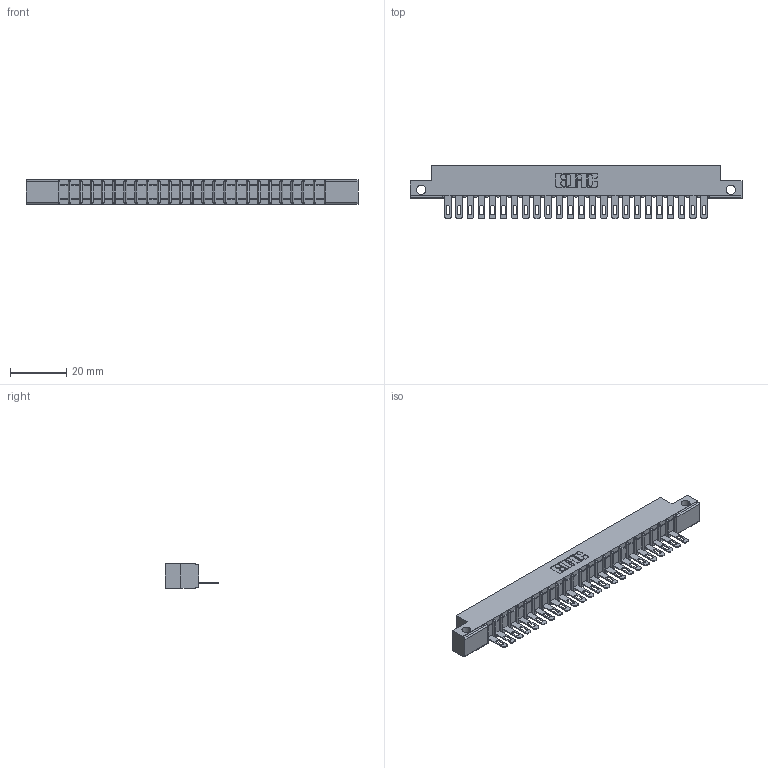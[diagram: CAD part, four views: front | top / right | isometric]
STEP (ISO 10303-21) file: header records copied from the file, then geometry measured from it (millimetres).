
FILE_DESCRIPTION (( 'STEP AP203' ), '1' );
FILE_NAME ('357-024-505-112.STEP', '2019-09-14T00:47:11', ( '' ), ( '' ), 'SwSTEP 2.0', 'SolidWorks 2016', '' );
FILE_SCHEMA (( 'CONFIG_CONTROL_DESIGN' ));
Length unit declared in the file: inch
Products named in the file (3): 357-024-505-112; 307 Part_.128 Dia Side Mounting Holes; 307-290-001_505
Assembly tree (25 placements, depth 2):
  357-024-505-112
    307 Part_.128 Dia Side Mounting Holes
    307-290-001_505  x24
Bounding box: 118.11 x 19.18 x 8.71 mm (x, y, z)
Volume: 7408.7 mm3; surface area: 11605.1 mm2
Topology: 25 solids, 25 shells, 1487 faces, 4211 edges, 2706 vertices
Faces by surface type: plane 934, cylinder 503, sphere 50
Entity records: 22770 total; most frequent: CARTESIAN_POINT 3828, ORIENTED_EDGE 3814, DIRECTION 3735, EDGE_CURVE 1907, LINE 1453, VECTOR 1453, VERTEX_POINT 1234, AXIS2_PLACEMENT_3D 1141
